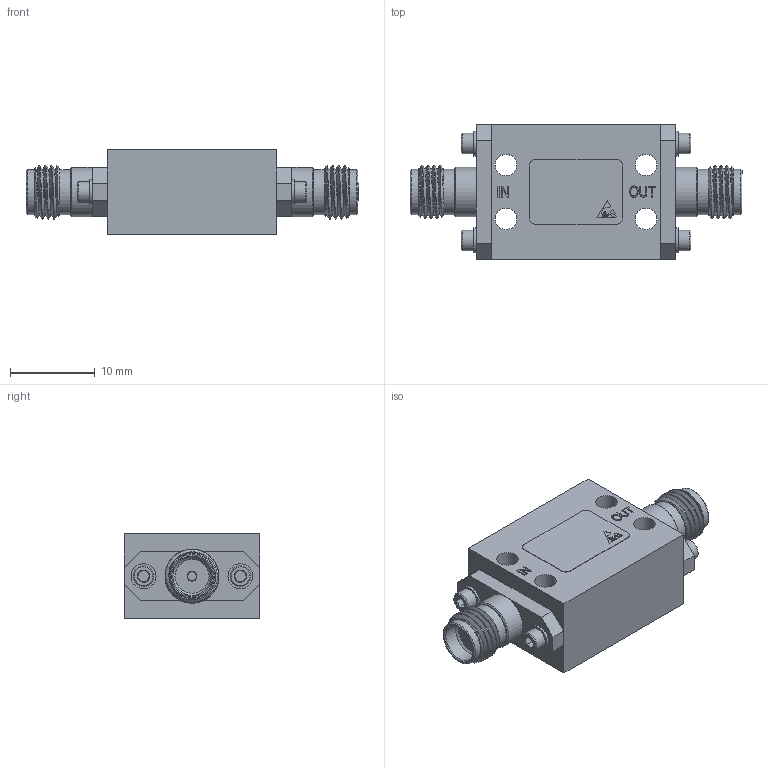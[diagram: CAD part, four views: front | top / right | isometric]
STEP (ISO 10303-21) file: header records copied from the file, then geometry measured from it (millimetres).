
FILE_DESCRIPTION (( 'STEP AP203' ), '1' );
FILE_NAME ('FMLM2005_3D.step', '2021-08-12T00:33:56', ( '' ), ( '' ), 'SwSTEP 2.0', 'SolidWorks 2021', '' );
FILE_SCHEMA (( 'CONFIG_CONTROL_DESIGN' ));
Length unit declared in the file: inch
Products named in the file (1): FMLM2005_3D
Bounding box: 39.17 x 16 x 10.06 mm (x, y, z)
Volume: 3639.7 mm3; surface area: 2491.1 mm2
Topology: 1 solids, 9 shells, 324 faces, 747 edges, 481 vertices
Faces by surface type: plane 175, cylinder 61, bspline 44, cone 44
Full cylindrical faces by diameter (mm): 1.016 x4, 1.168 x2, 1.27 x2, 1.524 x12, 1.854 x4, 2.438 x4, 2.54 x4, 2.946 x4, 4.521 x2, 5.08 x2, 5.334 x4, 5.842 x2
Entity records: 14259 total; most frequent: CARTESIAN_POINT 7817, ORIENTED_EDGE 1268, DIRECTION 1176, EDGE_CURVE 634, VERTEX_POINT 434, EDGE_LOOP 426, AXIS2_PLACEMENT_3D 417, FACE_OUTER_BOUND 350
